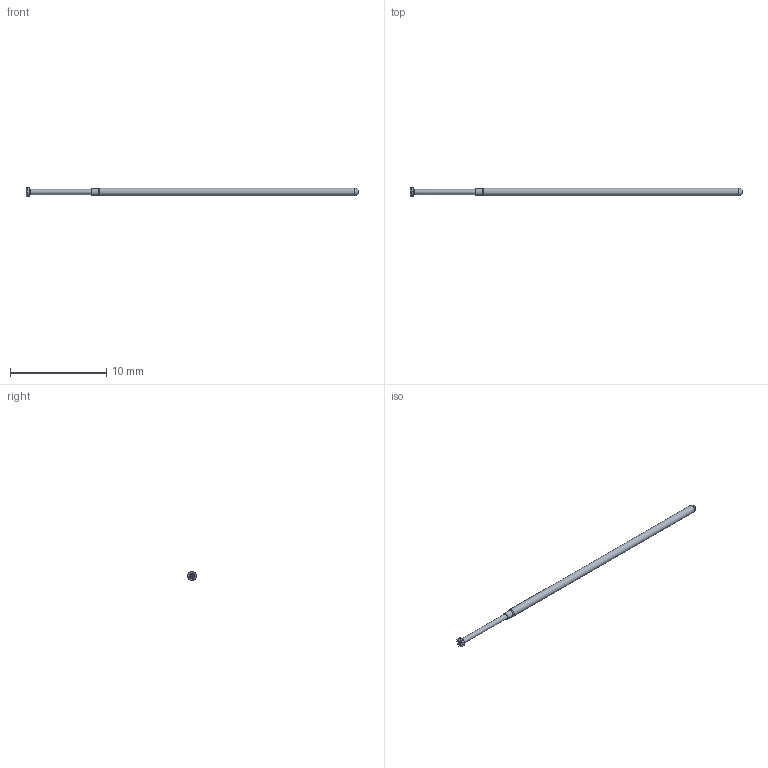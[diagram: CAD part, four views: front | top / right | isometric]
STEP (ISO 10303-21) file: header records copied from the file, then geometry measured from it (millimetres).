
FILE_DESCRIPTION (( 'STEP AP214' ), '1' );
FILE_NAME ('050-PTP2526_.STEP', '2017-10-17T19:39:55', ( '' ), ( '' ), 'SwSTEP 2.0', 'SolidWorks 2017', '' );
FILE_SCHEMA (( 'AUTOMOTIVE_DESIGN' ));
Length unit declared in the file: inch
Products named in the file (1): 050-PTP2526_
Bounding box: 34.47 x 0.89 x 0.89 mm (x, y, z)
Volume: 14.8 mm3; surface area: 81 mm2
Topology: 1 solids, 1 shells, 40 faces, 101 edges, 64 vertices
Faces by surface type: cone 23, cylinder 14, plane 2, torus 1
Full cylindrical faces by diameter (mm): 0.533 x1, 0.711 x1, 0.782 x1, 0.889 x1
Entity records: 1738 total; most frequent: CARTESIAN_POINT 370, ORIENTED_EDGE 178, DIRECTION 140, EDGE_CURVE 89, AXIS2_PLACEMENT_3D 70, B_SPLINE_CURVE_WITH_KNOTS 60, VERTEX_POINT 60, EDGE_LOOP 49
